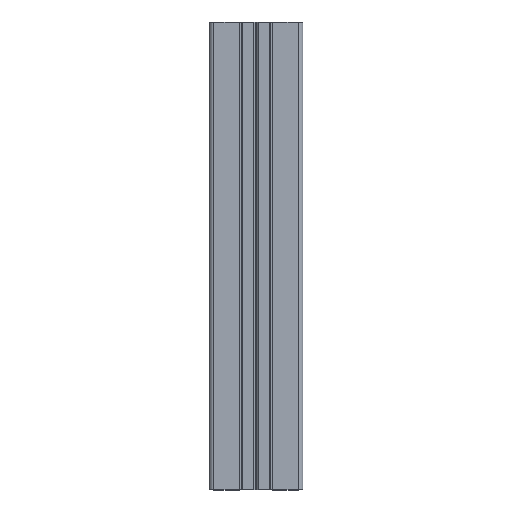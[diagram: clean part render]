
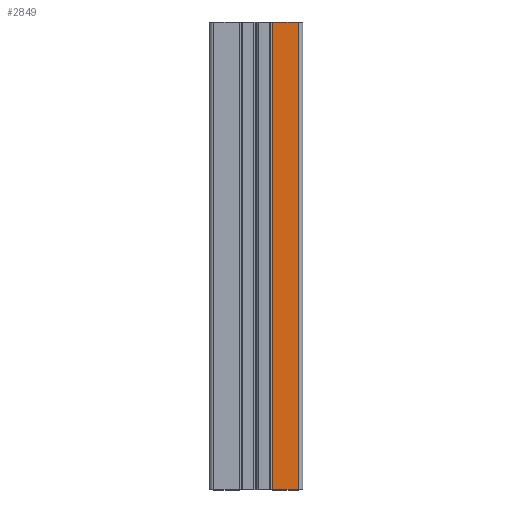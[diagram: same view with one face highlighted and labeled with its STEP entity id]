
A CAD part, top view. The second image highlights one B-rep face of the part: STEP entity #2849.
In plain terms, the highlighted planar face has unit normal (0, 0, 1).
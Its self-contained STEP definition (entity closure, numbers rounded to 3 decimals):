
#165 = CARTESIAN_POINT ( 'NONE',  ( 0., -100., 10. ) ) ;
#499 = VECTOR ( 'NONE', #2461, 1000. ) ;
#599 = CARTESIAN_POINT ( 'NONE',  ( 3.6, 0., 10. ) ) ;
#620 = CARTESIAN_POINT ( 'NONE',  ( 0., -100., 10. ) ) ;
#1039 = EDGE_LOOP ( 'NONE', ( #4515, #2055, #4278, #3326 ) ) ;
#1221 = CARTESIAN_POINT ( 'NONE',  ( 3.6, -100., 10. ) ) ;
#1290 = DIRECTION ( 'NONE',  ( 0., 0., 1. ) ) ;
#1383 = LINE ( 'NONE', #620, #2272 ) ;
#1449 = FACE_OUTER_BOUND ( 'NONE', #1039, .T. ) ;
#1462 = DIRECTION ( 'NONE',  ( 1., 0., 0. ) ) ;
#2055 = ORIENTED_EDGE ( 'NONE', *, *, #3851, .T. ) ;
#2163 = VERTEX_POINT ( 'NONE', #3704 ) ;
#2228 = LINE ( 'NONE', #2859, #2850 ) ;
#2272 = VECTOR ( 'NONE', #4517, 1000. ) ;
#2349 = CARTESIAN_POINT ( 'NONE',  ( 9., -100., 10. ) ) ;
#2365 = DIRECTION ( 'NONE',  ( 1., 0., 0. ) ) ;
#2424 = EDGE_CURVE ( 'NONE', #2893, #2163, #2228, .T. ) ;
#2461 = DIRECTION ( 'NONE',  ( 0., 1., 0. ) ) ;
#2671 = LINE ( 'NONE', #2676, #4243 ) ;
#2676 = CARTESIAN_POINT ( 'NONE',  ( 3.6, -100., 10. ) ) ;
#2849 = ADVANCED_FACE ( 'NONE', ( #1449 ), #4072, .T. ) ;
#2850 = VECTOR ( 'NONE', #1462, 1000. ) ;
#2859 = CARTESIAN_POINT ( 'NONE',  ( 0., 0., 10. ) ) ;
#2893 = VERTEX_POINT ( 'NONE', #599 ) ;
#3209 = CARTESIAN_POINT ( 'NONE',  ( 9., -100., 10. ) ) ;
#3227 = VERTEX_POINT ( 'NONE', #1221 ) ;
#3314 = EDGE_CURVE ( 'NONE', #2893, #3227, #2671, .T. ) ;
#3326 = ORIENTED_EDGE ( 'NONE', *, *, #3314, .T. ) ;
#3445 = EDGE_CURVE ( 'NONE', #3227, #4340, #1383, .T. ) ;
#3704 = CARTESIAN_POINT ( 'NONE',  ( 9., 0., 10. ) ) ;
#3847 = LINE ( 'NONE', #3209, #499 ) ;
#3851 = EDGE_CURVE ( 'NONE', #4340, #2163, #3847, .T. ) ;
#3989 = AXIS2_PLACEMENT_3D ( 'NONE', #165, #1290, #2365 ) ;
#4072 = PLANE ( 'NONE',  #3989 ) ;
#4243 = VECTOR ( 'NONE', #4412, 1000. ) ;
#4278 = ORIENTED_EDGE ( 'NONE', *, *, #2424, .F. ) ;
#4340 = VERTEX_POINT ( 'NONE', #2349 ) ;
#4412 = DIRECTION ( 'NONE',  ( 0., -1., 0. ) ) ;
#4515 = ORIENTED_EDGE ( 'NONE', *, *, #3445, .T. ) ;
#4517 = DIRECTION ( 'NONE',  ( 1., 0., 0. ) ) ;
